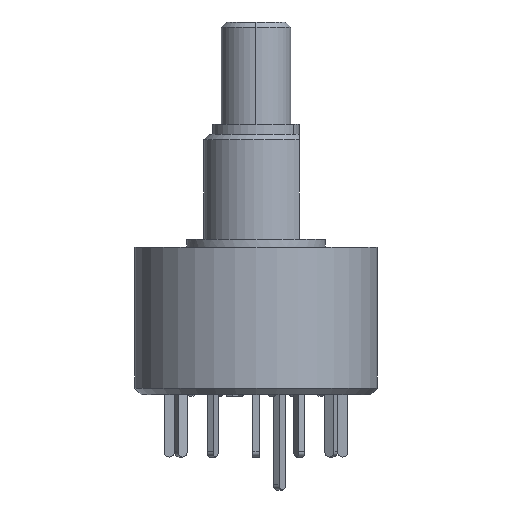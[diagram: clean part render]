
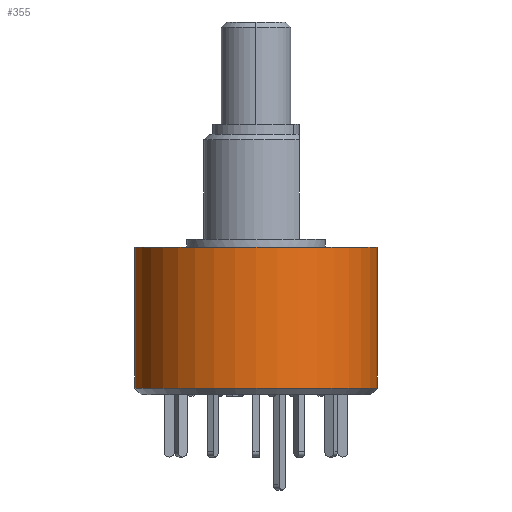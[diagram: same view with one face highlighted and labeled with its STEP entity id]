
A CAD part, left-side view. The second image highlights one B-rep face of the part: STEP entity #355.
In plain terms, the highlighted cylindrical face has radius 7 mm (diameter 14 mm), a partial arc.
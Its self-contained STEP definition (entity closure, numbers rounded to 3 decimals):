
#351 = DIRECTION ( 'NONE',  ( 0., 0., 1. ) ) ;
#355 = ADVANCED_FACE ( 'NONE', ( #3462 ), #9581, .T. ) ;
#528 = DIRECTION ( 'NONE',  ( 0., 0., -1. ) ) ;
#1058 = CARTESIAN_POINT ( 'NONE',  ( 0., 7., -0.45 ) ) ;
#1651 = EDGE_CURVE ( 'NONE', #16666, #16363, #8486, .T. ) ;
#1714 = DIRECTION ( 'NONE',  ( 0., -1., 0. ) ) ;
#2751 = LINE ( 'NONE', #1058, #13305 ) ;
#3462 = FACE_OUTER_BOUND ( 'NONE', #12090, .T. ) ;
#3652 = AXIS2_PLACEMENT_3D ( 'NONE', #16556, #351, #12364 ) ;
#4345 = EDGE_CURVE ( 'NONE', #13334, #16363, #10395, .T. ) ;
#4592 = CARTESIAN_POINT ( 'NONE',  ( 0., 0., -0.45 ) ) ;
#5324 = ORIENTED_EDGE ( 'NONE', *, *, #10038, .F. ) ;
#5637 = CARTESIAN_POINT ( 'NONE',  ( 0., 7., -0.45 ) ) ;
#5778 = CARTESIAN_POINT ( 'NONE',  ( 0., -7., -8.574 ) ) ;
#6174 = VECTOR ( 'NONE', #528, 1000. ) ;
#8486 = LINE ( 'NONE', #12718, #6174 ) ;
#8936 = VERTEX_POINT ( 'NONE', #5637 ) ;
#9581 = CYLINDRICAL_SURFACE ( 'NONE', #16320, 7. ) ;
#9851 = AXIS2_PLACEMENT_3D ( 'NONE', #15259, #12565, #1714 ) ;
#10038 = EDGE_CURVE ( 'NONE', #8936, #16666, #16327, .T. ) ;
#10395 = CIRCLE ( 'NONE', #9851, 7. ) ;
#12090 = EDGE_LOOP ( 'NONE', ( #14298, #5324, #12432, #16566 ) ) ;
#12364 = DIRECTION ( 'NONE',  ( 0., -1., 0. ) ) ;
#12432 = ORIENTED_EDGE ( 'NONE', *, *, #17132, .T. ) ;
#12565 = DIRECTION ( 'NONE',  ( 0., 0., 1. ) ) ;
#12715 = DIRECTION ( 'NONE',  ( 0., 1., 0. ) ) ;
#12718 = CARTESIAN_POINT ( 'NONE',  ( 0., -7., -0.45 ) ) ;
#13030 = DIRECTION ( 'NONE',  ( 0., 0., -1. ) ) ;
#13305 = VECTOR ( 'NONE', #13030, 1000. ) ;
#13334 = VERTEX_POINT ( 'NONE', #16441 ) ;
#14298 = ORIENTED_EDGE ( 'NONE', *, *, #1651, .F. ) ;
#15259 = CARTESIAN_POINT ( 'NONE',  ( 0., 0., -8.574 ) ) ;
#16006 = CARTESIAN_POINT ( 'NONE',  ( 0., -7., -0.45 ) ) ;
#16320 = AXIS2_PLACEMENT_3D ( 'NONE', #4592, #16670, #12715 ) ;
#16327 = CIRCLE ( 'NONE', #3652, 7. ) ;
#16363 = VERTEX_POINT ( 'NONE', #5778 ) ;
#16441 = CARTESIAN_POINT ( 'NONE',  ( 0., 7., -8.574 ) ) ;
#16556 = CARTESIAN_POINT ( 'NONE',  ( 0., 0., -0.45 ) ) ;
#16566 = ORIENTED_EDGE ( 'NONE', *, *, #4345, .T. ) ;
#16666 = VERTEX_POINT ( 'NONE', #16006 ) ;
#16670 = DIRECTION ( 'NONE',  ( 0., 0., -1. ) ) ;
#17132 = EDGE_CURVE ( 'NONE', #8936, #13334, #2751, .T. ) ;
